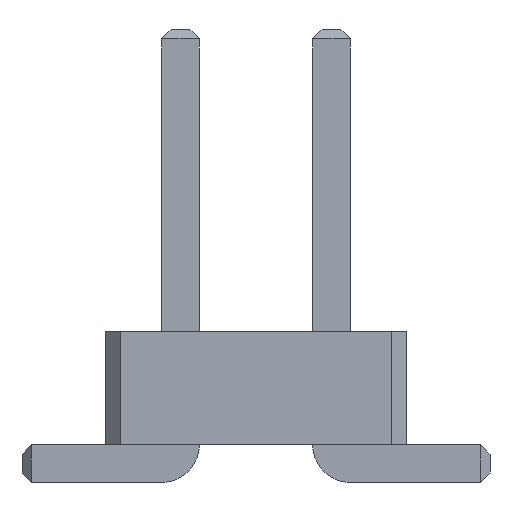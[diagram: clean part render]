
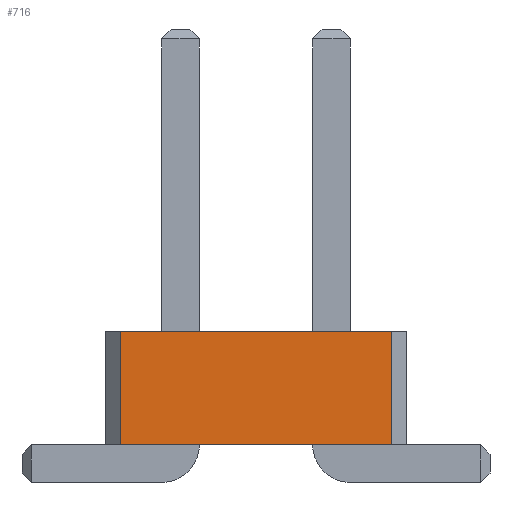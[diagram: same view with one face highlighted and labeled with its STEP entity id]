
A CAD part, front view. The second image highlights one B-rep face of the part: STEP entity #716.
In plain terms, the highlighted planar face has unit normal (0, -1, 0).
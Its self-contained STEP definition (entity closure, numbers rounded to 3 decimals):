
#13=DIRECTION('',(0.,0.,1.));
#27=VECTOR('',#13,1.);
#67=DIRECTION('',(1.,0.,0.));
#703=VERTEX_POINT('',#704);
#704=CARTESIAN_POINT('',(-1.8,-12.,2.));
#707=EDGE_CURVE('',#708,#703,#710,.T.);
#708=VERTEX_POINT('',#709);
#709=CARTESIAN_POINT('',(-1.8,-12.,0.5));
#710=LINE('',#709,#27);
#716=ADVANCED_FACE('',(#717),#734,.F.);
#717=FACE_BOUND('',#718,.F.);
#718=EDGE_LOOP('',(#719,#720,#726,#731));
#719=ORIENTED_EDGE('',*,*,#707,.T.);
#720=ORIENTED_EDGE('',*,*,#721,.T.);
#721=EDGE_CURVE('',#703,#722,#724,.T.);
#722=VERTEX_POINT('',#723);
#723=CARTESIAN_POINT('',(1.8,-12.,2.));
#724=LINE('',#704,#725);
#725=VECTOR('',#67,1.);
#726=ORIENTED_EDGE('',*,*,#727,.F.);
#727=EDGE_CURVE('',#728,#722,#730,.T.);
#728=VERTEX_POINT('',#729);
#729=CARTESIAN_POINT('',(1.8,-12.,0.5));
#730=LINE('',#729,#27);
#731=ORIENTED_EDGE('',*,*,#732,.F.);
#732=EDGE_CURVE('',#708,#728,#733,.T.);
#733=LINE('',#709,#725);
#734=PLANE('',#735);
#735=AXIS2_PLACEMENT_3D('',#709,#736,#67);
#736=DIRECTION('',(0.,1.,0.));
